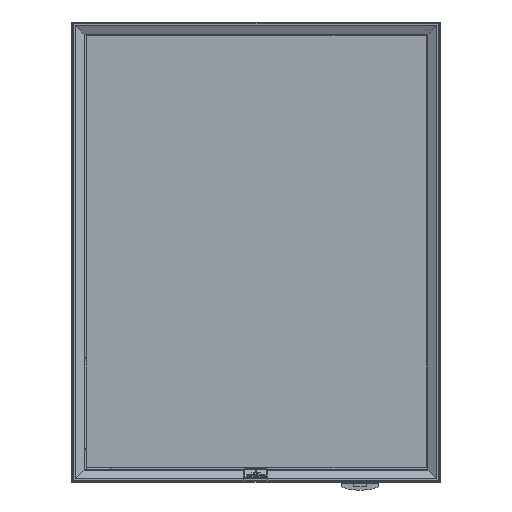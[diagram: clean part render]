
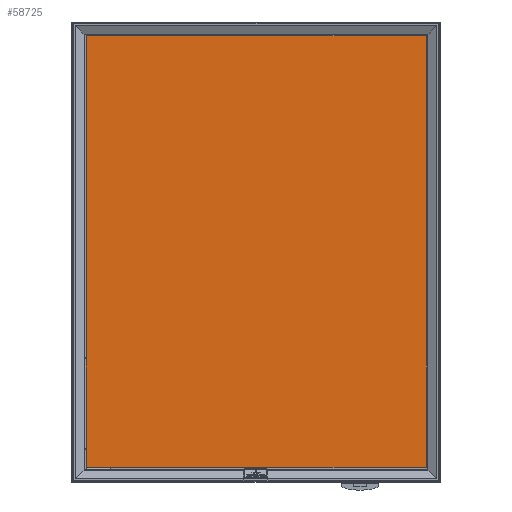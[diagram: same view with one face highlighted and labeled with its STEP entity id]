
A CAD part, front view. The second image highlights one B-rep face of the part: STEP entity #58725.
In plain terms, the highlighted planar face has unit normal (0, -1, 0).
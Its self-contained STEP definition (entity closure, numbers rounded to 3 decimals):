
#8081=FACE_OUTER_BOUND('',#11367,.T.);
#11367=EDGE_LOOP('',(#53085,#53086,#53087,#53088));
#16653=LINE('',#102240,#22116);
#16657=LINE('',#102249,#22120);
#16662=LINE('',#102257,#22125);
#16664=LINE('',#102261,#22127);
#22116=VECTOR('',#81577,554.);
#22120=VECTOR('',#81583,554.);
#22125=VECTOR('',#81590,703.);
#22127=VECTOR('',#81596,703.);
#27788=VERTEX_POINT('',#102238);
#27789=VERTEX_POINT('',#102239);
#27792=VERTEX_POINT('',#102247);
#27793=VERTEX_POINT('',#102248);
#36280=EDGE_CURVE('',#27788,#27789,#16653,.T.);
#36284=EDGE_CURVE('',#27792,#27793,#16657,.T.);
#36289=EDGE_CURVE('',#27788,#27793,#16662,.T.);
#36291=EDGE_CURVE('',#27789,#27792,#16664,.T.);
#53085=ORIENTED_EDGE('',*,*,#36289,.T.);
#53086=ORIENTED_EDGE('',*,*,#36284,.F.);
#53087=ORIENTED_EDGE('',*,*,#36291,.F.);
#53088=ORIENTED_EDGE('',*,*,#36280,.F.);
#55688=PLANE('',#64681);
#58725=ADVANCED_FACE('',(#8081),#55688,.F.);
#64681=AXIS2_PLACEMENT_3D('',#102262,#81597,#81598);
#81577=DIRECTION('',(-1.,0.,0.));
#81583=DIRECTION('',(1.,0.,0.));
#81590=DIRECTION('',(0.,0.,1.));
#81596=DIRECTION('',(0.,0.,1.));
#81597=DIRECTION('center_axis',(0.,1.,0.));
#81598=DIRECTION('ref_axis',(0.,0.,-1.));
#102238=CARTESIAN_POINT('',(577.5,8.,24.5));
#102239=CARTESIAN_POINT('',(23.5,8.,24.5));
#102240=CARTESIAN_POINT('',(300.5,8.,24.5));
#102247=CARTESIAN_POINT('',(23.5,8.,727.5));
#102248=CARTESIAN_POINT('',(577.5,8.,727.5));
#102249=CARTESIAN_POINT('',(300.5,8.,727.5));
#102257=CARTESIAN_POINT('',(577.5,8.,375.5));
#102261=CARTESIAN_POINT('',(23.5,8.,375.5));
#102262=CARTESIAN_POINT('Origin',(300.5,8.,375.5));
